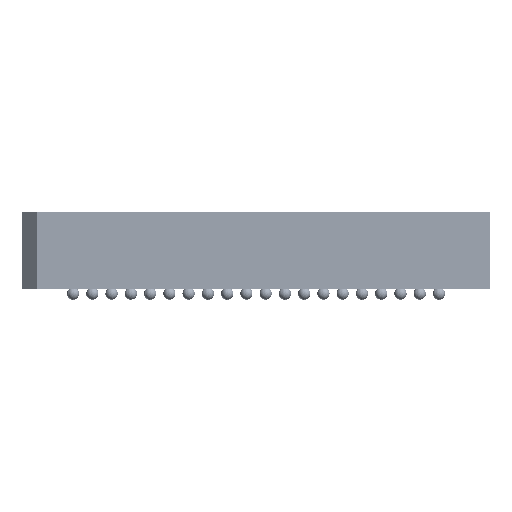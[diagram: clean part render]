
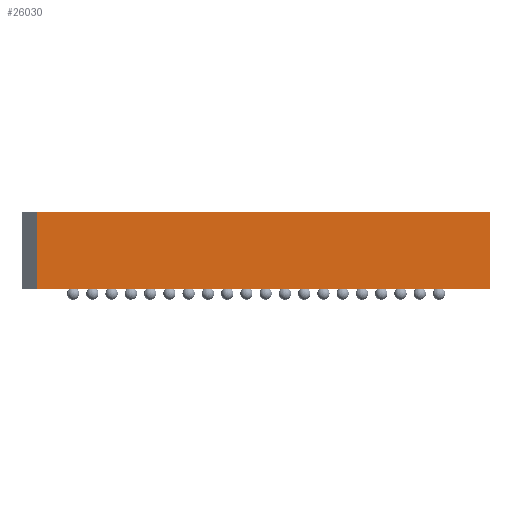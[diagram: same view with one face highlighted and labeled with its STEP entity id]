
A CAD part, front view. The second image highlights one B-rep face of the part: STEP entity #26030.
In plain terms, the highlighted planar face has unit normal (0, -1, 0).
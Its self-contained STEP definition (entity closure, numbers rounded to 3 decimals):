
#15722=CARTESIAN_POINT('',(19.44,0.0,3.18));
#15723=VERTEX_POINT('',#15722);
#15730=CARTESIAN_POINT('',(19.44,0.0,0.0));
#15731=VERTEX_POINT('',#15730);
#15732=CARTESIAN_POINT('',(19.44,0.0,0.0));
#15733=DIRECTION('',(0.0,0.0,1.0));
#15734=VECTOR('',#15733,3.18);
#15735=LINE('',#15732,#15734);
#15736=EDGE_CURVE('',#15731,#15723,#15735,.T.);
#24505=CARTESIAN_POINT('',(0.64,0.0,3.18));
#24506=VERTEX_POINT('',#24505);
#24514=CARTESIAN_POINT('',(0.64,0.0,0.0));
#24515=VERTEX_POINT('',#24514);
#24522=CARTESIAN_POINT('',(0.64,0.0,0.0));
#24523=DIRECTION('',(0.0,0.0,1.0));
#24524=VECTOR('',#24523,3.18);
#24525=LINE('',#24522,#24524);
#24526=EDGE_CURVE('',#24515,#24506,#24525,.T.);
#24552=CARTESIAN_POINT('',(19.44,0.0,3.18));
#24553=DIRECTION('',(-1.0,0.0,0.0));
#24554=VECTOR('',#24553,18.8);
#24555=LINE('',#24552,#24554);
#24556=EDGE_CURVE('',#15723,#24506,#24555,.T.);
#26014=CARTESIAN_POINT('',(19.44,0.0,0.0));
#26015=DIRECTION('',(0.0,-1.0,0.0));
#26016=DIRECTION('',(0.0,0.0,-1.0));
#26017=AXIS2_PLACEMENT_3D('',#26014,#26015,#26016);
#26018=PLANE('',#26017);
#26019=ORIENTED_EDGE('',*,*,#24526,.F.);
#26020=CARTESIAN_POINT('',(0.64,0.0,0.0));
#26021=DIRECTION('',(1.0,0.0,0.0));
#26022=VECTOR('',#26021,18.8);
#26023=LINE('',#26020,#26022);
#26024=EDGE_CURVE('',#24515,#15731,#26023,.T.);
#26025=ORIENTED_EDGE('',*,*,#26024,.T.);
#26026=ORIENTED_EDGE('',*,*,#15736,.T.);
#26027=ORIENTED_EDGE('',*,*,#24556,.T.);
#26028=EDGE_LOOP('',(#26019,#26025,#26026,#26027));
#26029=FACE_OUTER_BOUND('',#26028,.T.);
#26030=ADVANCED_FACE('',(#26029),#26018,.T.);
